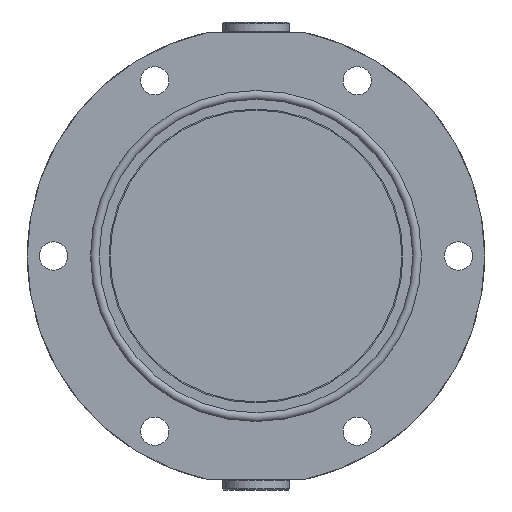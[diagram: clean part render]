
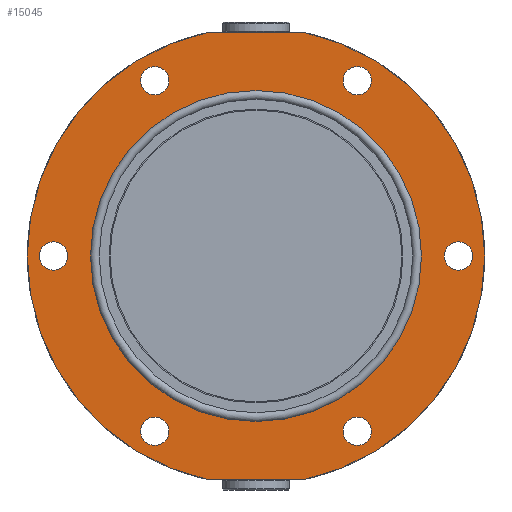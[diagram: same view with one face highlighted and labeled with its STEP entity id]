
A CAD part, left-side view. The second image highlights one B-rep face of the part: STEP entity #15045.
In plain terms, the highlighted planar face has unit normal (-1, 0, 0).
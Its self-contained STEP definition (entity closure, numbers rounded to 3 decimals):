
#319=CIRCLE($,#15653,2.7);
#321=CIRCLE($,#15656,2.7);
#323=CIRCLE($,#15659,2.7);
#325=CIRCLE($,#15662,2.7);
#327=CIRCLE($,#15665,2.7);
#329=CIRCLE($,#15668,2.7);
#335=CIRCLE($,#15677,31.478);
#358=CIRCLE($,#15721,43.5);
#359=CIRCLE($,#15722,43.5);
#1615=FACE_BOUND($,#3429,.T.);
#1616=FACE_BOUND($,#3430,.T.);
#1617=FACE_BOUND($,#3431,.T.);
#1618=FACE_BOUND($,#3432,.T.);
#1619=FACE_BOUND($,#3433,.T.);
#1620=FACE_BOUND($,#3434,.T.);
#1621=FACE_BOUND($,#3435,.T.);
#1622=FACE_BOUND($,#3436,.T.);
#3429=EDGE_LOOP($,(#13503));
#3430=EDGE_LOOP($,(#13504));
#3431=EDGE_LOOP($,(#13505));
#3432=EDGE_LOOP($,(#13506));
#3433=EDGE_LOOP($,(#13507));
#3434=EDGE_LOOP($,(#13508));
#3435=EDGE_LOOP($,(#13509));
#3436=EDGE_LOOP($,(#13510,#13511,#13512,#13513));
#4711=LINE($,#26910,#5963);
#4712=LINE($,#26914,#5964);
#5963=VECTOR($,#18254,18.547);
#5964=VECTOR($,#18257,18.547);
#7351=VERTEX_POINT($,#26801);
#7353=VERTEX_POINT($,#26806);
#7355=VERTEX_POINT($,#26811);
#7357=VERTEX_POINT($,#26816);
#7359=VERTEX_POINT($,#26821);
#7361=VERTEX_POINT($,#26826);
#7367=VERTEX_POINT($,#26841);
#7390=VERTEX_POINT($,#26908);
#7391=VERTEX_POINT($,#26909);
#7392=VERTEX_POINT($,#26911);
#7393=VERTEX_POINT($,#26913);
#9417=EDGE_CURVE($,#7351,#7351,#319,.T.);
#9419=EDGE_CURVE($,#7353,#7353,#321,.T.);
#9421=EDGE_CURVE($,#7355,#7355,#323,.T.);
#9423=EDGE_CURVE($,#7357,#7357,#325,.T.);
#9425=EDGE_CURVE($,#7359,#7359,#327,.T.);
#9427=EDGE_CURVE($,#7361,#7361,#329,.T.);
#9433=EDGE_CURVE($,#7367,#7367,#335,.T.);
#9456=EDGE_CURVE($,#7390,#7391,#4711,.T.);
#9457=EDGE_CURVE($,#7392,#7391,#358,.T.);
#9458=EDGE_CURVE($,#7392,#7393,#4712,.T.);
#9459=EDGE_CURVE($,#7390,#7393,#359,.T.);
#13503=ORIENTED_EDGE($,*,*,#9417,.T.);
#13504=ORIENTED_EDGE($,*,*,#9419,.T.);
#13505=ORIENTED_EDGE($,*,*,#9421,.T.);
#13506=ORIENTED_EDGE($,*,*,#9423,.T.);
#13507=ORIENTED_EDGE($,*,*,#9425,.T.);
#13508=ORIENTED_EDGE($,*,*,#9427,.T.);
#13509=ORIENTED_EDGE($,*,*,#9433,.T.);
#13510=ORIENTED_EDGE($,*,*,#9456,.T.);
#13511=ORIENTED_EDGE($,*,*,#9457,.F.);
#13512=ORIENTED_EDGE($,*,*,#9458,.T.);
#13513=ORIENTED_EDGE($,*,*,#9459,.F.);
#14226=PLANE($,#15720);
#15045=ADVANCED_FACE($,(#1615,#1616,#1617,#1618,#1619,#1620,#1621,#1622),
#14226,.T.);
#15653=AXIS2_PLACEMENT_3D($,#26802,#18118,#18119);
#15656=AXIS2_PLACEMENT_3D($,#26807,#18124,#18125);
#15659=AXIS2_PLACEMENT_3D($,#26812,#18130,#18131);
#15662=AXIS2_PLACEMENT_3D($,#26817,#18136,#18137);
#15665=AXIS2_PLACEMENT_3D($,#26822,#18142,#18143);
#15668=AXIS2_PLACEMENT_3D($,#26827,#18148,#18149);
#15677=AXIS2_PLACEMENT_3D($,#26842,#18166,#18167);
#15720=AXIS2_PLACEMENT_3D($,#26907,#18252,#18253);
#15721=AXIS2_PLACEMENT_3D($,#26912,#18255,#18256);
#15722=AXIS2_PLACEMENT_3D($,#26915,#18258,#18259);
#18118=DIRECTION('center_axis',(1.,0.,0.));
#18119=DIRECTION('ref_axis',(0.,0.,1.));
#18124=DIRECTION('center_axis',(1.,0.,0.));
#18125=DIRECTION('ref_axis',(0.,0.,1.));
#18130=DIRECTION('center_axis',(1.,0.,0.));
#18131=DIRECTION('ref_axis',(0.,0.,1.));
#18136=DIRECTION('center_axis',(1.,0.,0.));
#18137=DIRECTION('ref_axis',(0.,0.,1.));
#18142=DIRECTION('center_axis',(1.,0.,0.));
#18143=DIRECTION('ref_axis',(0.,0.,1.));
#18148=DIRECTION('center_axis',(1.,0.,0.));
#18149=DIRECTION('ref_axis',(0.,0.,1.));
#18166=DIRECTION('center_axis',(1.,0.,0.));
#18167=DIRECTION('ref_axis',(0.,0.,-1.));
#18252=DIRECTION('center_axis',(-1.,0.,0.));
#18253=DIRECTION('ref_axis',(0.,0.,1.));
#18254=DIRECTION($,(0.,1.,0.));
#18255=DIRECTION('center_axis',(1.,0.,0.));
#18256=DIRECTION('ref_axis',(0.,1.,0.));
#18257=DIRECTION($,(0.,-1.,0.));
#18258=DIRECTION('center_axis',(1.,0.,0.));
#18259=DIRECTION('ref_axis',(0.,1.,0.));
#26801=CARTESIAN_POINT('',(26.,-19.25,30.642));
#26802=CARTESIAN_POINT('Origin',(26.,-19.25,33.342));
#26806=CARTESIAN_POINT('',(26.,-19.25,-36.042));
#26807=CARTESIAN_POINT('Origin',(26.,-19.25,-33.342));
#26811=CARTESIAN_POINT('',(26.,38.5,-2.7));
#26812=CARTESIAN_POINT('Origin',(26.,38.5,0.));
#26816=CARTESIAN_POINT('',(26.,19.25,-36.042));
#26817=CARTESIAN_POINT('Origin',(26.,19.25,-33.342));
#26821=CARTESIAN_POINT('',(26.,-38.5,-2.7));
#26822=CARTESIAN_POINT('Origin',(26.,-38.5,0.));
#26826=CARTESIAN_POINT('',(26.,19.25,30.642));
#26827=CARTESIAN_POINT('Origin',(26.,19.25,33.342));
#26841=CARTESIAN_POINT('',(26.,0.,31.478));
#26842=CARTESIAN_POINT('Origin',(26.,0.,0.));
#26907=CARTESIAN_POINT('Origin',(26.,35.725,0.));
#26908=CARTESIAN_POINT('',(26.,-9.274,42.5));
#26909=CARTESIAN_POINT('',(26.,9.274,42.5));
#26910=CARTESIAN_POINT($,(26.,17.863,42.5));
#26911=CARTESIAN_POINT('',(26.,9.274,-42.5));
#26912=CARTESIAN_POINT('Origin',(26.,0.,0.));
#26913=CARTESIAN_POINT('',(26.,-9.274,-42.5));
#26914=CARTESIAN_POINT($,(26.,17.863,-42.5));
#26915=CARTESIAN_POINT('Origin',(26.,0.,0.));
